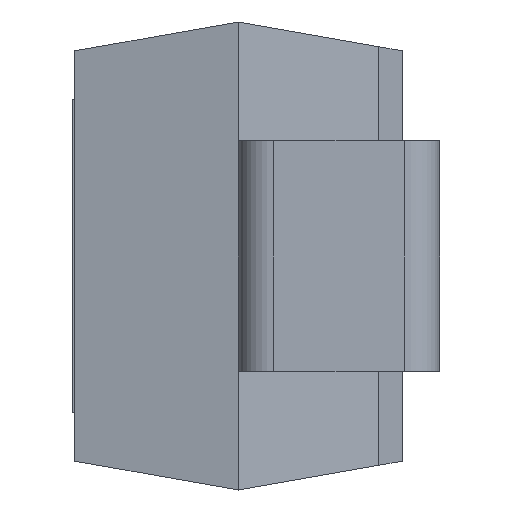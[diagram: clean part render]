
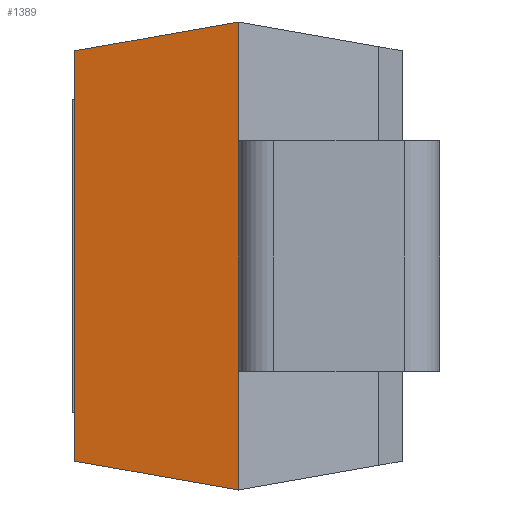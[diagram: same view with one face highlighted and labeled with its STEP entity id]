
A CAD part, left-side view. The second image highlights one B-rep face of the part: STEP entity #1389.
In plain terms, the highlighted planar face has unit normal (-0.985, 0.174, 0).
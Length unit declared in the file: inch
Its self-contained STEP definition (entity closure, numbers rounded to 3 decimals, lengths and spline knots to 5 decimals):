
#38 = VERTEX_POINT ( 'NONE', #1017 ) ;
#102 = EDGE_LOOP ( 'NONE', ( #1740, #411, #2180, #511, #249, #315 ) ) ;
#132 = CARTESIAN_POINT ( 'NONE',  ( -0.07854, 0., 0.02461 ) ) ;
#176 = VECTOR ( 'NONE', #565, 39.37008 ) ;
#233 = VERTEX_POINT ( 'NONE', #459 ) ;
#249 = ORIENTED_EDGE ( 'NONE', *, *, #2076, .F. ) ;
#298 = DIRECTION ( 'NONE',  ( 0., 0., -1. ) ) ;
#315 = ORIENTED_EDGE ( 'NONE', *, *, #769, .T. ) ;
#319 = VECTOR ( 'NONE', #2131, 39.37008 ) ;
#411 = ORIENTED_EDGE ( 'NONE', *, *, #633, .F. ) ;
#432 = CARTESIAN_POINT ( 'NONE',  ( -0.07854, 0., 0.05 ) ) ;
#457 = CARTESIAN_POINT ( 'NONE',  ( -0.07854, 0., 0.02461 ) ) ;
#459 = CARTESIAN_POINT ( 'NONE',  ( -0.07238, 0.03498, -0.04383 ) ) ;
#464 = EDGE_CURVE ( 'NONE', #1481, #2090, #1663, .T. ) ;
#483 = LINE ( 'NONE', #457, #1547 ) ;
#511 = ORIENTED_EDGE ( 'NONE', *, *, #464, .F. ) ;
#564 = LINE ( 'NONE', #432, #319 ) ;
#565 = DIRECTION ( 'NONE',  ( -0.171, -0.97, -0.171 ) ) ;
#589 = DIRECTION ( 'NONE',  ( -0.171, -0.97, 0.171 ) ) ;
#615 = VECTOR ( 'NONE', #1634, 39.37008 ) ;
#633 = EDGE_CURVE ( 'NONE', #1805, #38, #483, .T. ) ;
#641 = VERTEX_POINT ( 'NONE', #1163 ) ;
#734 = CARTESIAN_POINT ( 'NONE',  ( -0.07238, 0.03498, 0.05 ) ) ;
#769 = EDGE_CURVE ( 'NONE', #233, #641, #1238, .T. ) ;
#924 = CARTESIAN_POINT ( 'NONE',  ( -0.07854, 0., 0.05 ) ) ;
#1016 = CARTESIAN_POINT ( 'NONE',  ( -0.07854, 0., 0.05 ) ) ;
#1017 = CARTESIAN_POINT ( 'NONE',  ( -0.07854, 0., -0.02461 ) ) ;
#1146 = CARTESIAN_POINT ( 'NONE',  ( -0.07395, 0.02608, 0.0454 ) ) ;
#1163 = CARTESIAN_POINT ( 'NONE',  ( -0.07854, 0., -0.05 ) ) ;
#1208 = DIRECTION ( 'NONE',  ( -0.985, 0.174, 0. ) ) ;
#1238 = LINE ( 'NONE', #1260, #176 ) ;
#1260 = CARTESIAN_POINT ( 'NONE',  ( -0.07562, 0.0166, -0.04707 ) ) ;
#1297 = LINE ( 'NONE', #1954, #615 ) ;
#1389 = ADVANCED_FACE ( 'NONE', ( #1535 ), #1715, .T. ) ;
#1391 = CARTESIAN_POINT ( 'NONE',  ( -0.07238, 0.03498, 0.04383 ) ) ;
#1430 = DIRECTION ( 'NONE',  ( 0., 0., 1. ) ) ;
#1444 = VECTOR ( 'NONE', #589, 39.37008 ) ;
#1481 = VERTEX_POINT ( 'NONE', #1391 ) ;
#1535 = FACE_OUTER_BOUND ( 'NONE', #102, .T. ) ;
#1547 = VECTOR ( 'NONE', #298, 39.37008 ) ;
#1599 = LINE ( 'NONE', #734, #2067 ) ;
#1634 = DIRECTION ( 'NONE',  ( 0., 0., 1. ) ) ;
#1663 = LINE ( 'NONE', #1146, #1444 ) ;
#1715 = PLANE ( 'NONE',  #1847 ) ;
#1740 = ORIENTED_EDGE ( 'NONE', *, *, #1980, .T. ) ;
#1805 = VERTEX_POINT ( 'NONE', #132 ) ;
#1847 = AXIS2_PLACEMENT_3D ( 'NONE', #1016, #1208, #1890 ) ;
#1890 = DIRECTION ( 'NONE',  ( -0.174, -0.985, 0. ) ) ;
#1954 = CARTESIAN_POINT ( 'NONE',  ( -0.07854, 0., 0.05 ) ) ;
#1980 = EDGE_CURVE ( 'NONE', #641, #38, #564, .T. ) ;
#2067 = VECTOR ( 'NONE', #1430, 39.37008 ) ;
#2076 = EDGE_CURVE ( 'NONE', #233, #1481, #1599, .T. ) ;
#2083 = EDGE_CURVE ( 'NONE', #1805, #2090, #1297, .T. ) ;
#2090 = VERTEX_POINT ( 'NONE', #924 ) ;
#2131 = DIRECTION ( 'NONE',  ( 0., 0., 1. ) ) ;
#2180 = ORIENTED_EDGE ( 'NONE', *, *, #2083, .T. ) ;
